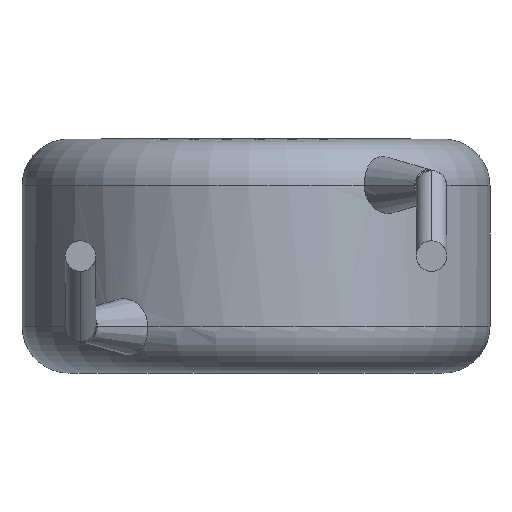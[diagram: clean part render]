
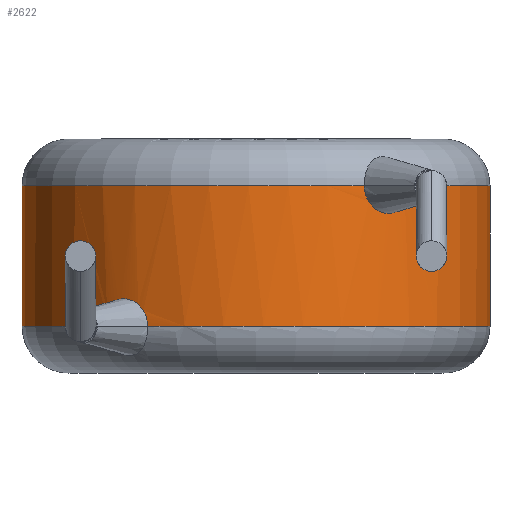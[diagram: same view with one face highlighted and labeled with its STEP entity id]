
A CAD part, front view. The second image highlights one B-rep face of the part: STEP entity #2622.
In plain terms, the highlighted cylindrical face has radius 5 mm (diameter 10 mm), a partial arc.
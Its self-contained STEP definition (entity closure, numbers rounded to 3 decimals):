
#28 = CARTESIAN_POINT ( 'NONE',  ( 2.314, -4.432, 4. ) ) ;
#52 = CARTESIAN_POINT ( 'NONE',  ( -3.296, -3.76, 1. ) ) ;
#71 = DIRECTION ( 'NONE',  ( 0., 0., 1. ) ) ;
#188 = CARTESIAN_POINT ( 'NONE',  ( 3.296, -3.76, 3.843 ) ) ;
#246 = DIRECTION ( 'NONE',  ( 0., 0., -1. ) ) ;
#345 = VECTOR ( 'NONE', #402, 1000. ) ;
#348 = CARTESIAN_POINT ( 'NONE',  ( 0., 0., 1. ) ) ;
#368 = CARTESIAN_POINT ( 'NONE',  ( -2.952, -4.038, 1.59 ) ) ;
#382 = CIRCLE ( 'NONE', #3600, 5. ) ;
#402 = DIRECTION ( 'NONE',  ( 0., 0., -1. ) ) ;
#442 = CIRCLE ( 'NONE', #2043, 5. ) ;
#448 = AXIS2_PLACEMENT_3D ( 'NONE', #3464, #246, #3765 ) ;
#517 = CARTESIAN_POINT ( 'NONE',  ( 3.296, -3.76, 4. ) ) ;
#527 = ORIENTED_EDGE ( 'NONE', *, *, #2778, .F. ) ;
#530 = CARTESIAN_POINT ( 'NONE',  ( -5., 0., 4. ) ) ;
#586 = AXIS2_PLACEMENT_3D ( 'NONE', #2055, #71, #2380 ) ;
#625 = CARTESIAN_POINT ( 'NONE',  ( -2.373, -4.403, 1.31 ) ) ;
#705 = CARTESIAN_POINT ( 'NONE',  ( -2.314, -4.432, 1.157 ) ) ;
#829 = CARTESIAN_POINT ( 'NONE',  ( 3.248, -3.803, 3.692 ) ) ;
#852 = DIRECTION ( 'NONE',  ( 0., 0., -1. ) ) ;
#1017 = CARTESIAN_POINT ( 'NONE',  ( 5., 0., 1. ) ) ;
#1110 = DIRECTION ( 'NONE',  ( 0., 0., -1. ) ) ;
#1195 = ORIENTED_EDGE ( 'NONE', *, *, #3196, .F. ) ;
#1345 = EDGE_CURVE ( 'NONE', #3837, #2786, #442, .T. ) ;
#1429 = B_SPLINE_CURVE_WITH_KNOTS ( 'NONE', 3,
 ( #3087, #3409, #3417, #4079, #1486, #1814, #2146, #829, #188, #517 ),
 .UNSPECIFIED., .F., .F.,
 ( 4, 2, 2, 2, 4 ),
 ( 0., 0., 0.001, 0.001, 0.002 ),
 .UNSPECIFIED. ) ;
#1442 = DIRECTION ( 'NONE',  ( 1., 0., 0. ) ) ;
#1484 = CARTESIAN_POINT ( 'NONE',  ( -2.314, -4.432, 1. ) ) ;
#1486 = CARTESIAN_POINT ( 'NONE',  ( 2.697, -4.213, 3.41 ) ) ;
#1560 = DIRECTION ( 'NONE',  ( 0., 0., -1. ) ) ;
#1575 = ORIENTED_EDGE ( 'NONE', *, *, #1902, .F. ) ;
#1608 = CYLINDRICAL_SURFACE ( 'NONE', #2027, 5. ) ;
#1669 = VERTEX_POINT ( 'NONE', #28 ) ;
#1685 = EDGE_LOOP ( 'NONE', ( #527, #1739, #1575, #1773, #2349, #4143, #1195, #3542 ) ) ;
#1739 = ORIENTED_EDGE ( 'NONE', *, *, #3461, .T. ) ;
#1773 = ORIENTED_EDGE ( 'NONE', *, *, #4097, .T. ) ;
#1814 = CARTESIAN_POINT ( 'NONE',  ( 2.952, -4.038, 3.41 ) ) ;
#1865 = CARTESIAN_POINT ( 'NONE',  ( -3.296, -3.76, 1. ) ) ;
#1902 = EDGE_CURVE ( 'NONE', #1669, #3084, #1429, .T. ) ;
#1917 = CARTESIAN_POINT ( 'NONE',  ( -2.314, -4.432, 1. ) ) ;
#1933 = CARTESIAN_POINT ( 'NONE',  ( -2.565, -4.294, 1.526 ) ) ;
#2027 = AXIS2_PLACEMENT_3D ( 'NONE', #2800, #852, #4100 ) ;
#2043 = AXIS2_PLACEMENT_3D ( 'NONE', #348, #3546, #2865 ) ;
#2055 = CARTESIAN_POINT ( 'NONE',  ( 0., 0., 1. ) ) ;
#2137 = VERTEX_POINT ( 'NONE', #3305 ) ;
#2146 = CARTESIAN_POINT ( 'NONE',  ( 3.075, -3.944, 3.472 ) ) ;
#2188 = VECTOR ( 'NONE', #1560, 1000. ) ;
#2339 = CARTESIAN_POINT ( 'NONE',  ( -2.697, -4.213, 1.59 ) ) ;
#2349 = ORIENTED_EDGE ( 'NONE', *, *, #2450, .T. ) ;
#2359 = CARTESIAN_POINT ( 'NONE',  ( -3.075, -3.944, 1.528 ) ) ;
#2380 = DIRECTION ( 'NONE',  ( 1., 0., 0. ) ) ;
#2450 = EDGE_CURVE ( 'NONE', #2631, #3742, #3978, .T. ) ;
#2506 = CARTESIAN_POINT ( 'NONE',  ( 3.296, -3.76, 4. ) ) ;
#2538 = VERTEX_POINT ( 'NONE', #1865 ) ;
#2622 = ADVANCED_FACE ( 'NONE', ( #3020 ), #1608, .T. ) ;
#2631 = VERTEX_POINT ( 'NONE', #530 ) ;
#2650 = CARTESIAN_POINT ( 'NONE',  ( -3.248, -3.803, 1.308 ) ) ;
#2778 = EDGE_CURVE ( 'NONE', #2137, #2786, #3481, .T. ) ;
#2786 = VERTEX_POINT ( 'NONE', #1017 ) ;
#2800 = CARTESIAN_POINT ( 'NONE',  ( 0., 0., 5. ) ) ;
#2865 = DIRECTION ( 'NONE',  ( 1., 0., 0. ) ) ;
#2866 = EDGE_CURVE ( 'NONE', #3742, #2538, #3841, .T. ) ;
#2888 = CARTESIAN_POINT ( 'NONE',  ( -3.296, -3.76, 1.157 ) ) ;
#3020 = FACE_OUTER_BOUND ( 'NONE', #1685, .T. ) ;
#3052 = CARTESIAN_POINT ( 'NONE',  ( 0., 0., 4. ) ) ;
#3084 = VERTEX_POINT ( 'NONE', #2506 ) ;
#3087 = CARTESIAN_POINT ( 'NONE',  ( 2.314, -4.432, 4. ) ) ;
#3196 = EDGE_CURVE ( 'NONE', #3837, #2538, #3497, .T. ) ;
#3305 = CARTESIAN_POINT ( 'NONE',  ( 5., 0., 4. ) ) ;
#3315 = CARTESIAN_POINT ( 'NONE',  ( 5., 0., 5. ) ) ;
#3409 = CARTESIAN_POINT ( 'NONE',  ( 2.314, -4.432, 3.843 ) ) ;
#3417 = CARTESIAN_POINT ( 'NONE',  ( 2.373, -4.403, 3.69 ) ) ;
#3461 = EDGE_CURVE ( 'NONE', #2137, #3084, #382, .T. ) ;
#3464 = CARTESIAN_POINT ( 'NONE',  ( 0., 0., 4. ) ) ;
#3479 = CARTESIAN_POINT ( 'NONE',  ( -5., 0., 5. ) ) ;
#3481 = LINE ( 'NONE', #3315, #345 ) ;
#3497 = B_SPLINE_CURVE_WITH_KNOTS ( 'NONE', 3,
 ( #1917, #705, #625, #1933, #2339, #368, #2359, #2650, #2888, #52 ),
 .UNSPECIFIED., .F., .F.,
 ( 4, 2, 2, 2, 4 ),
 ( 0., 0., 0.001, 0.001, 0.002 ),
 .UNSPECIFIED. ) ;
#3542 = ORIENTED_EDGE ( 'NONE', *, *, #1345, .T. ) ;
#3546 = DIRECTION ( 'NONE',  ( 0., 0., 1. ) ) ;
#3600 = AXIS2_PLACEMENT_3D ( 'NONE', #3052, #1110, #1442 ) ;
#3610 = CARTESIAN_POINT ( 'NONE',  ( -5., 0., 1. ) ) ;
#3742 = VERTEX_POINT ( 'NONE', #3610 ) ;
#3765 = DIRECTION ( 'NONE',  ( 1., 0., 0. ) ) ;
#3837 = VERTEX_POINT ( 'NONE', #1484 ) ;
#3841 = CIRCLE ( 'NONE', #586, 5. ) ;
#3919 = CIRCLE ( 'NONE', #448, 5. ) ;
#3978 = LINE ( 'NONE', #3479, #2188 ) ;
#4079 = CARTESIAN_POINT ( 'NONE',  ( 2.565, -4.294, 3.474 ) ) ;
#4097 = EDGE_CURVE ( 'NONE', #1669, #2631, #3919, .T. ) ;
#4100 = DIRECTION ( 'NONE',  ( -1., 0., 0. ) ) ;
#4143 = ORIENTED_EDGE ( 'NONE', *, *, #2866, .T. ) ;
